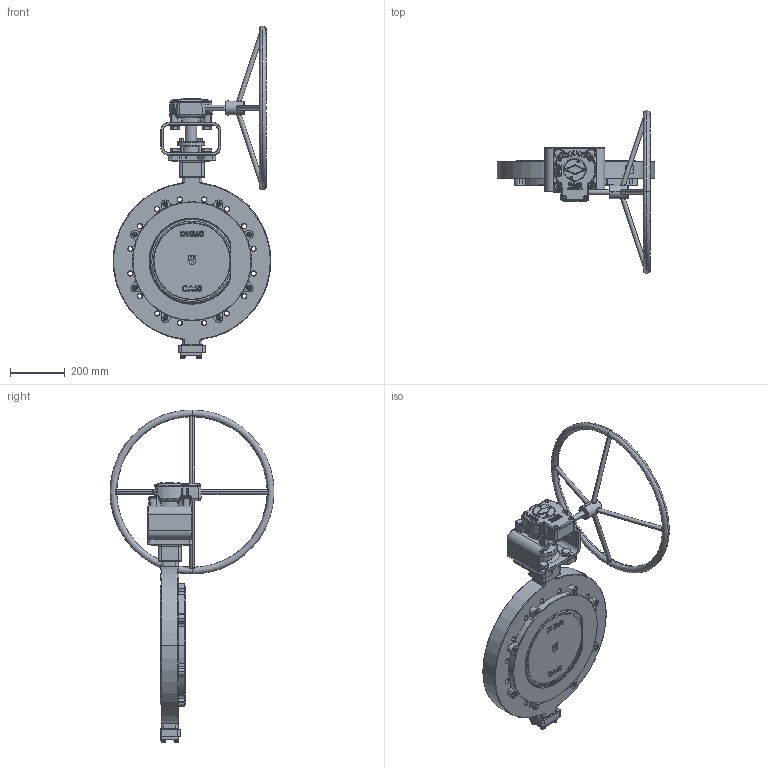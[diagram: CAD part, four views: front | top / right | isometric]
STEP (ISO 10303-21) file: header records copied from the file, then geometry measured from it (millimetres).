
FILE_DESCRIPTION(('HOOPS Exchange Step'),'2;1');
FILE_NAME('AK12_DN350_PN10_Getriebe.stp','2024-11-22T11:15:07+01:00',('nieru'),('Unknown organisation'),'HOOPS Exchange 2024.2','HOOPS Exchange','Unknown authorisation');
FILE_SCHEMA( ('AP203_CONFIGURATION_CONTROLLED_3D_DESIGN_OF_MECHANICAL_PARTS_AND_ASSEMBLIES_MIM_LF') );
Length unit declared in the file: millimetre
Products named in the file (10): 0; root
Assembly tree (9 placements, depth 4):
  root
    0
      0
    0
      0
      0
      0
      0
      0
        0
Bounding box: 577 x 599.91 x 1214.7 mm (x, y, z)
Volume: 20797727.8 mm3; surface area: 1833912 mm2
Topology: 84 solids, 728 shells, 3357 faces, 9450 edges, 6951 vertices
Faces by surface type: bspline 1137, plane 882, cylinder 782, cone 398, torus 112, sphere 46
Full cylindrical faces by diameter (mm): 4.2 x3, 8.5 x3, 10.5 x2, 12 x6, 14.6 x4, 18.1 x4, 20 x7, 21.533 x1, 22 x8, 27.7 x4, 28 x2, 33.6 x8, 40 x1, 43.114 x2, 44.114 x2, 45.706 x1, 55 x1, 65.484 x1, 80 x1, 100 x1, 316.321 x2, 435 x1
Entity records: 324625 total; most frequent: CARTESIAN_POINT 244489, ORIENTED_EDGE 15712, DIRECTION 13864, EDGE_CURVE 9378, VERTEX_POINT 6952, AXIS2_PLACEMENT_3D 5439, EDGE_LOOP 3604, FACE_BOUND 3604
